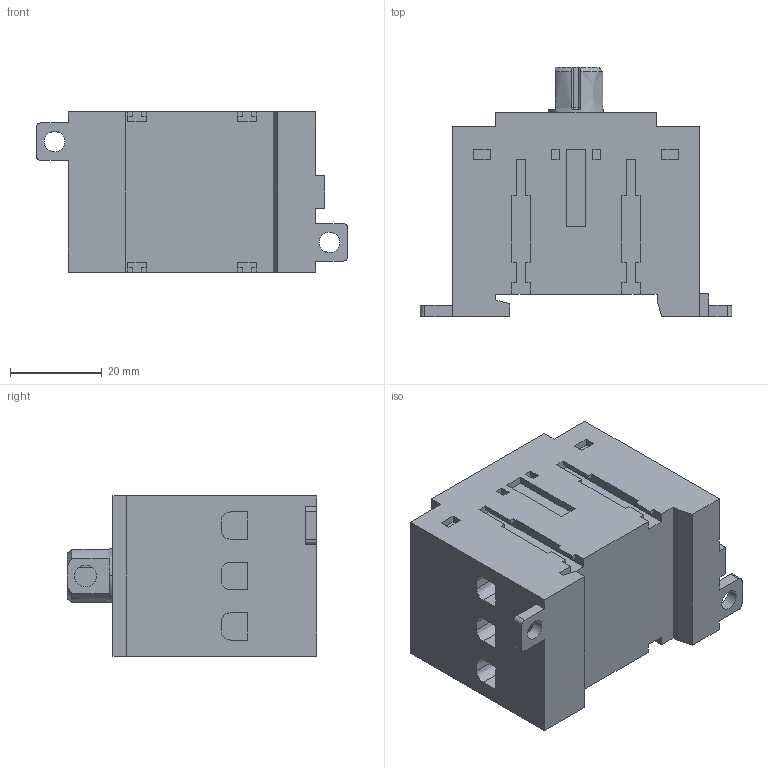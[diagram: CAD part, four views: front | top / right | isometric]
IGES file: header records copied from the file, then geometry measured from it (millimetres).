
Start section:  PTC IGES file: OT16-40F3.igs
Global section: file name: OT16-40F3.igs; native system: Creo Parametric by PTC Inc.; preprocessor: 2016130; author: fitojoe1; organization: Unknown; date: 20161208.102204; units: millimetre
Bounding box: 68 x 54.5 x 35 mm (x, y, z)
Volume: 73152.6 mm3; surface area: 15860.7 mm2
Topology: 2 solids, 2 shells, 278 faces, 753 edges, 494 vertices
Faces by surface type: bspline 278
